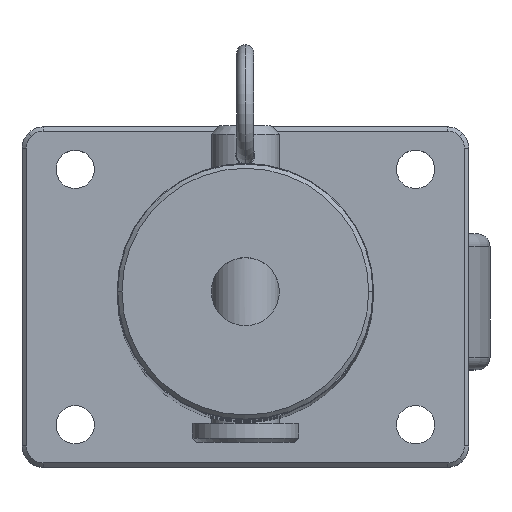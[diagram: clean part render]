
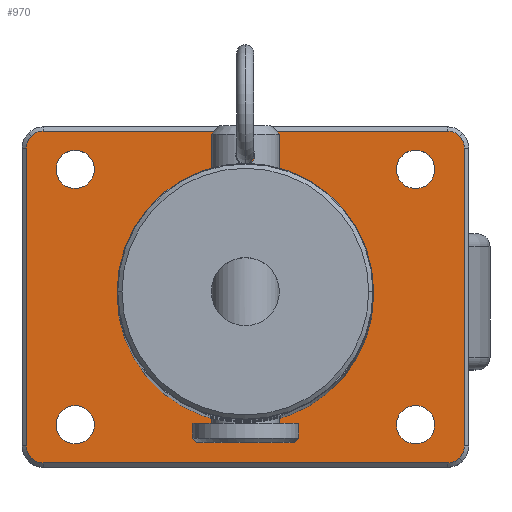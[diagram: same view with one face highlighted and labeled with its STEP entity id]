
A CAD part, top view. The second image highlights one B-rep face of the part: STEP entity #970.
In plain terms, the highlighted planar face has unit normal (0, 0, 1).
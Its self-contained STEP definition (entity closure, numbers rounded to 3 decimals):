
#970=ADVANCED_FACE('',(#1947,#1948,#1949,#1950,#1951,#1952),#1953,.T.);
#1947=FACE_BOUND('',#2934,.T.);
#1948=FACE_BOUND('',#2935,.T.);
#1949=FACE_BOUND('',#2936,.T.);
#1950=FACE_BOUND('',#2937,.T.);
#1951=FACE_BOUND('',#2938,.T.);
#1952=FACE_OUTER_BOUND('',#2939,.T.);
#1953=PLANE('',#2940);
#2934=EDGE_LOOP('',(#5299,#5300));
#2935=EDGE_LOOP('',(#5301,#5302));
#2936=EDGE_LOOP('',(#5303,#5304));
#2937=EDGE_LOOP('',(#5305,#5306));
#2938=EDGE_LOOP('',(#5307,#5308));
#2939=EDGE_LOOP('',(#5309,#5310,#5311,#5312,#5313,#5314,#5315,#5316,#5317,#5318,#5319,#5320));
#2940=AXIS2_PLACEMENT_3D('',#5321,#5322,#5323);
#5299=ORIENTED_EDGE('',*,*,#5365,.T.);
#5300=ORIENTED_EDGE('',*,*,#6103,.T.);
#5301=ORIENTED_EDGE('',*,*,#5941,.T.);
#5302=ORIENTED_EDGE('',*,*,#6016,.T.);
#5303=ORIENTED_EDGE('',*,*,#5352,.T.);
#5304=ORIENTED_EDGE('',*,*,#5943,.T.);
#5305=ORIENTED_EDGE('',*,*,#5461,.T.);
#5306=ORIENTED_EDGE('',*,*,#6072,.T.);
#5307=ORIENTED_EDGE('',*,*,#6062,.T.);
#5308=ORIENTED_EDGE('',*,*,#5888,.T.);
#5309=ORIENTED_EDGE('',*,*,#6049,.F.);
#5310=ORIENTED_EDGE('',*,*,#6121,.F.);
#5311=ORIENTED_EDGE('',*,*,#5712,.F.);
#5312=ORIENTED_EDGE('',*,*,#6043,.F.);
#5313=ORIENTED_EDGE('',*,*,#5581,.F.);
#5314=ORIENTED_EDGE('',*,*,#5877,.F.);
#5315=ORIENTED_EDGE('',*,*,#5984,.F.);
#5316=ORIENTED_EDGE('',*,*,#5377,.F.);
#5317=ORIENTED_EDGE('',*,*,#6270,.F.);
#5318=ORIENTED_EDGE('',*,*,#5885,.F.);
#5319=ORIENTED_EDGE('',*,*,#6280,.F.);
#5320=ORIENTED_EDGE('',*,*,#6272,.F.);
#5321=CARTESIAN_POINT('',(652.5,-40.0,66.0));
#5322=DIRECTION('',(0.0,-0.0,1.0));
#5323=DIRECTION('',(0.,1.0,0.0));
#5352=EDGE_CURVE('',#6286,#6290,#6292,.T.);
#5365=EDGE_CURVE('',#6315,#6312,#6316,.T.);
#5377=EDGE_CURVE('',#6335,#6331,#6337,.T.);
#5461=EDGE_CURVE('',#6482,#6486,#6488,.T.);
#5581=EDGE_CURVE('',#6686,#6682,#6688,.T.);
#5712=EDGE_CURVE('',#6900,#6903,#6904,.T.);
#5877=EDGE_CURVE('',#7155,#6686,#7158,.T.);
#5885=EDGE_CURVE('',#7166,#7164,#7168,.T.);
#5888=EDGE_CURVE('',#7172,#7170,#7173,.T.);
#5941=EDGE_CURVE('',#7234,#7236,#7238,.T.);
#5943=EDGE_CURVE('',#6290,#6286,#7240,.T.);
#5984=EDGE_CURVE('',#6331,#7155,#7297,.T.);
#6016=EDGE_CURVE('',#7236,#7234,#7340,.T.);
#6043=EDGE_CURVE('',#6682,#6900,#7370,.T.);
#6049=EDGE_CURVE('',#7376,#7374,#7378,.T.);
#6062=EDGE_CURVE('',#7170,#7172,#7391,.T.);
#6072=EDGE_CURVE('',#6486,#6482,#7405,.T.);
#6103=EDGE_CURVE('',#6312,#6315,#7443,.T.);
#6121=EDGE_CURVE('',#6903,#7376,#7461,.T.);
#6270=EDGE_CURVE('',#7164,#6335,#7621,.T.);
#6272=EDGE_CURVE('',#7374,#7623,#7624,.T.);
#6280=EDGE_CURVE('',#7623,#7166,#7632,.T.);
#6286=VERTEX_POINT('',#7638);
#6290=VERTEX_POINT('',#7643);
#6292=CIRCLE('',#7646,4.5);
#6312=VERTEX_POINT('',#7670);
#6315=VERTEX_POINT('',#7674);
#6316=CIRCLE('',#7675,12.0);
#6331=VERTEX_POINT('',#7695);
#6335=VERTEX_POINT('',#7701);
#6337=LINE('',#7704,#7705);
#6482=VERTEX_POINT('',#8143);
#6486=VERTEX_POINT('',#8148);
#6488=CIRCLE('',#8151,4.5);
#6682=VERTEX_POINT('',#9492);
#6686=VERTEX_POINT('',#9498);
#6688=LINE('',#9501,#9502);
#6900=VERTEX_POINT('',#10573);
#6903=VERTEX_POINT('',#10577);
#6904=CIRCLE('',#10578,4.0);
#7155=VERTEX_POINT('',#12003);
#7158=CIRCLE('',#12007,4.);
#7164=VERTEX_POINT('',#12013);
#7166=VERTEX_POINT('',#12016);
#7168=CIRCLE('',#12019,4.);
#7170=VERTEX_POINT('',#12021);
#7172=VERTEX_POINT('',#12024);
#7173=CIRCLE('',#12025,4.5);
#7234=VERTEX_POINT('',#12440);
#7236=VERTEX_POINT('',#12443);
#7238=CIRCLE('',#12446,4.5);
#7240=CIRCLE('',#12448,4.5);
#7297=CIRCLE('',#12583,4.);
#7340=CIRCLE('',#12701,4.5);
#7370=CIRCLE('',#12738,4.0);
#7374=VERTEX_POINT('',#12742);
#7376=VERTEX_POINT('',#12745);
#7378=CIRCLE('',#12748,4.);
#7391=CIRCLE('',#12761,4.5);
#7405=CIRCLE('',#12812,4.5);
#7443=CIRCLE('',#12923,12.0);
#7461=LINE('',#12979,#12980);
#7621=CIRCLE('',#13570,4.);
#7623=VERTEX_POINT('',#13572);
#7624=CIRCLE('',#13573,4.);
#7632=LINE('',#13583,#13584);
#7638=CARTESIAN_POINT('',(560.0,25.5,66.0));
#7643=CARTESIAN_POINT('',(560.0,34.5,66.0));
#7646=AXIS2_PLACEMENT_3D('',#13593,#13594,#13595);
#7670=CARTESIAN_POINT('',(600.0,12.0,66.0));
#7674=CARTESIAN_POINT('',(600.0,-12.0,66.0));
#7675=AXIS2_PLACEMENT_3D('',#13613,#13614,#13615);
#7695=CARTESIAN_POINT('',(647.5,39.0,66.0));
#7701=CARTESIAN_POINT('',(552.5,39.0,66.0));
#7704=CARTESIAN_POINT('',(600.0,39.0,66.0));
#7705=VECTOR('',#13627,1.0);
#8143=CARTESIAN_POINT('',(640.0,-25.5,66.0));
#8148=CARTESIAN_POINT('',(640.0,-34.5,66.0));
#8151=AXIS2_PLACEMENT_3D('',#13739,#13740,#13741);
#9492=CARTESIAN_POINT('',(651.5,-35.0,66.0));
#9498=CARTESIAN_POINT('',(651.5,35.0,66.0));
#9501=CARTESIAN_POINT('',(651.5,0.,66.0));
#9502=VECTOR('',#13848,1.0);
#10573=CARTESIAN_POINT('',(650.328,-37.828,66.0));
#10577=CARTESIAN_POINT('',(647.5,-39.0,66.0));
#10578=AXIS2_PLACEMENT_3D('',#13992,#13993,#13994);
#12003=CARTESIAN_POINT('',(650.328,37.828,66.0));
#12007=AXIS2_PLACEMENT_3D('',#14194,#14195,#14196);
#12013=CARTESIAN_POINT('',(549.672,37.828,66.0));
#12016=CARTESIAN_POINT('',(548.5,35.0,66.0));
#12019=AXIS2_PLACEMENT_3D('',#14208,#14209,#14210);
#12021=CARTESIAN_POINT('',(640.0,25.5,66.0));
#12024=CARTESIAN_POINT('',(640.0,34.5,66.0));
#12025=AXIS2_PLACEMENT_3D('',#14212,#14213,#14214);
#12440=CARTESIAN_POINT('',(560.0,-25.5,66.0));
#12443=CARTESIAN_POINT('',(560.0,-34.5,66.0));
#12446=AXIS2_PLACEMENT_3D('',#14259,#14260,#14261);
#12448=AXIS2_PLACEMENT_3D('',#14262,#14263,#14264);
#12583=AXIS2_PLACEMENT_3D('',#14322,#14323,#14324);
#12701=AXIS2_PLACEMENT_3D('',#14358,#14359,#14360);
#12738=AXIS2_PLACEMENT_3D('',#14401,#14402,#14403);
#12742=CARTESIAN_POINT('',(549.672,-37.828,66.0));
#12745=CARTESIAN_POINT('',(552.5,-39.0,66.0));
#12748=AXIS2_PLACEMENT_3D('',#14409,#14410,#14411);
#12761=AXIS2_PLACEMENT_3D('',#14421,#14422,#14423);
#12812=AXIS2_PLACEMENT_3D('',#14431,#14432,#14433);
#12923=AXIS2_PLACEMENT_3D('',#14474,#14475,#14476);
#12979=CARTESIAN_POINT('',(652.5,-39.0,66.0));
#12980=VECTOR('',#14485,1.0);
#13570=AXIS2_PLACEMENT_3D('',#14581,#14582,#14583);
#13572=CARTESIAN_POINT('',(548.5,-35.0,66.0));
#13573=AXIS2_PLACEMENT_3D('',#14584,#14585,#14586);
#13583=CARTESIAN_POINT('',(548.5,-40.0,66.0));
#13584=VECTOR('',#14589,1.0);
#13593=CARTESIAN_POINT('',(560.0,30.0,66.0));
#13594=DIRECTION('',(0.0,-0.0,-1.0));
#13595=DIRECTION('',(0.,-1.0,0.0));
#13613=CARTESIAN_POINT('',(600.0,0.,66.0));
#13614=DIRECTION('',(0.0,0.0,-1.0));
#13615=DIRECTION('',(0.,1.0,0.0));
#13627=DIRECTION('',(1.0,0.,0.0));
#13739=CARTESIAN_POINT('',(640.0,-30.0,66.0));
#13740=DIRECTION('',(0.0,0.0,-1.0));
#13741=DIRECTION('',(0.,1.0,0.0));
#13848=DIRECTION('',(0.,-1.0,0.0));
#13992=CARTESIAN_POINT('',(647.5,-35.0,66.0));
#13993=DIRECTION('',(0.0,-0.0,-1.0));
#13994=DIRECTION('',(0.707,-0.707,0.0));
#14194=CARTESIAN_POINT('',(647.5,35.0,66.0));
#14195=DIRECTION('',(0.0,0.0,-1.0));
#14196=DIRECTION('',(0.707,0.707,0.0));
#14208=CARTESIAN_POINT('',(552.5,35.0,66.0));
#14209=DIRECTION('',(0.0,0.0,-1.0));
#14210=DIRECTION('',(-0.707,0.707,0.0));
#14212=CARTESIAN_POINT('',(640.0,30.0,66.0));
#14213=DIRECTION('',(0.0,-0.0,-1.0));
#14214=DIRECTION('',(0.,-1.0,0.0));
#14259=CARTESIAN_POINT('',(560.0,-30.0,66.0));
#14260=DIRECTION('',(0.0,0.0,-1.0));
#14261=DIRECTION('',(0.,1.0,0.0));
#14262=CARTESIAN_POINT('',(560.0,30.0,66.0));
#14263=DIRECTION('',(0.0,-0.0,-1.0));
#14264=DIRECTION('',(0.,-1.0,0.0));
#14322=CARTESIAN_POINT('',(647.5,35.0,66.0));
#14323=DIRECTION('',(0.0,0.0,-1.0));
#14324=DIRECTION('',(0.707,0.707,0.0));
#14358=CARTESIAN_POINT('',(560.0,-30.0,66.0));
#14359=DIRECTION('',(0.0,0.0,-1.0));
#14360=DIRECTION('',(0.,1.0,0.0));
#14401=CARTESIAN_POINT('',(647.5,-35.0,66.0));
#14402=DIRECTION('',(0.0,-0.0,-1.0));
#14403=DIRECTION('',(0.707,-0.707,0.0));
#14409=CARTESIAN_POINT('',(552.5,-35.0,66.0));
#14410=DIRECTION('',(0.0,-0.0,-1.0));
#14411=DIRECTION('',(-0.707,-0.707,0.0));
#14421=CARTESIAN_POINT('',(640.0,30.0,66.0));
#14422=DIRECTION('',(0.0,-0.0,-1.0));
#14423=DIRECTION('',(0.,-1.0,0.0));
#14431=CARTESIAN_POINT('',(640.0,-30.0,66.0));
#14432=DIRECTION('',(0.0,0.0,-1.0));
#14433=DIRECTION('',(0.,1.0,0.0));
#14474=CARTESIAN_POINT('',(600.0,0.,66.0));
#14475=DIRECTION('',(0.0,0.0,-1.0));
#14476=DIRECTION('',(0.,1.0,0.0));
#14485=DIRECTION('',(-1.0,0.,0.0));
#14581=CARTESIAN_POINT('',(552.5,35.0,66.0));
#14582=DIRECTION('',(0.0,0.0,-1.0));
#14583=DIRECTION('',(-0.707,0.707,0.0));
#14584=CARTESIAN_POINT('',(552.5,-35.0,66.0));
#14585=DIRECTION('',(0.0,-0.0,-1.0));
#14586=DIRECTION('',(-0.707,-0.707,0.0));
#14589=DIRECTION('',(0.,1.0,0.0));
